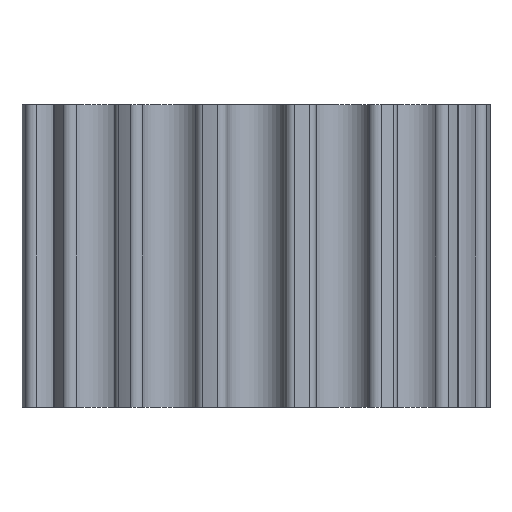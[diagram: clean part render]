
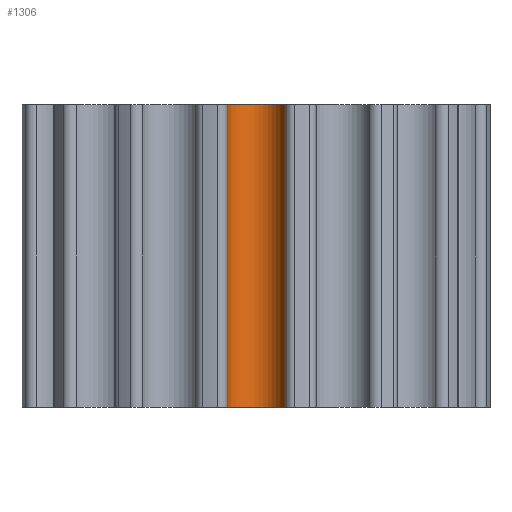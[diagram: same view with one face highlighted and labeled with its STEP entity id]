
A CAD part, front view. The second image highlights one B-rep face of the part: STEP entity #1306.
In plain terms, the highlighted cylindrical face has radius 1.499 mm (diameter 2.997 mm), a partial arc.
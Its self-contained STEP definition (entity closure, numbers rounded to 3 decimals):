
#40=CYLINDRICAL_SURFACE('',#1522,1.499);
#137=CIRCLE('',#1417,1.499);
#167=CIRCLE('',#1450,1.499);
#246=FACE_OUTER_BOUND('',#320,.T.);
#320=EDGE_LOOP('',(#1103,#1104,#1105,#1106));
#396=LINE('',#2435,#471);
#397=LINE('',#2437,#472);
#471=VECTOR('',#1919,10.);
#472=VECTOR('',#1922,10.);
#572=VERTEX_POINT('',#2169);
#573=VERTEX_POINT('',#2171);
#601=VERTEX_POINT('',#2290);
#602=VERTEX_POINT('',#2292);
#712=EDGE_CURVE('',#573,#572,#137,.T.);
#744=EDGE_CURVE('',#601,#602,#167,.T.);
#816=EDGE_CURVE('',#572,#602,#396,.T.);
#817=EDGE_CURVE('',#573,#601,#397,.T.);
#1103=ORIENTED_EDGE('',*,*,#817,.F.);
#1104=ORIENTED_EDGE('',*,*,#712,.T.);
#1105=ORIENTED_EDGE('',*,*,#816,.T.);
#1106=ORIENTED_EDGE('',*,*,#744,.F.);
#1306=ADVANCED_FACE('',(#246),#40,.F.);
#1417=AXIS2_PLACEMENT_3D('',#2172,#1686,#1687);
#1450=AXIS2_PLACEMENT_3D('',#2293,#1753,#1754);
#1522=AXIS2_PLACEMENT_3D('',#2436,#1920,#1921);
#1686=DIRECTION('center_axis',(0.,0.,-1.));
#1687=DIRECTION('ref_axis',(1.,0.,0.));
#1753=DIRECTION('center_axis',(0.,0.,-1.));
#1754=DIRECTION('ref_axis',(1.,0.,0.));
#1919=DIRECTION('',(0.,0.,1.));
#1920=DIRECTION('center_axis',(0.,0.,1.));
#1921=DIRECTION('ref_axis',(0.,1.,0.));
#1922=DIRECTION('',(0.,0.,1.));
#2169=CARTESIAN_POINT('',(1.497,-11.554,0.));
#2171=CARTESIAN_POINT('',(-1.497,-11.554,0.));
#2172=CARTESIAN_POINT('Origin',(0.,-11.481,
0.));
#2290=CARTESIAN_POINT('',(-1.497,-11.554,15.5));
#2292=CARTESIAN_POINT('',(1.497,-11.554,15.5));
#2293=CARTESIAN_POINT('Origin',(0.,-11.481,
15.5));
#2435=CARTESIAN_POINT('',(1.497,-11.554,0.));
#2436=CARTESIAN_POINT('Origin',(0.,-11.481,
-8.509));
#2437=CARTESIAN_POINT('',(-1.497,-11.554,0.));
